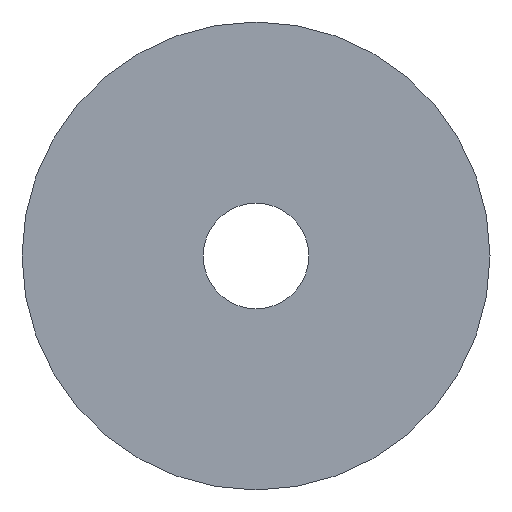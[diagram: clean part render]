
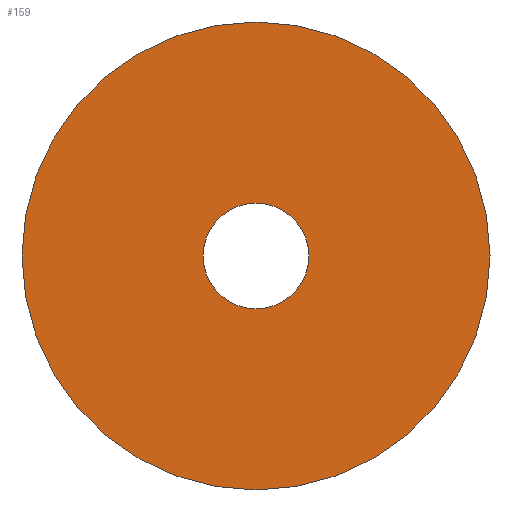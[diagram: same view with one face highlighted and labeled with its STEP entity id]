
A CAD part, left-side view. The second image highlights one B-rep face of the part: STEP entity #159.
In plain terms, the highlighted planar face has unit normal (-1, 0, 0).
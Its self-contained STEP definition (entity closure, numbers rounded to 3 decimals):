
#28=FACE_BOUND('',#42,.T.);
#32=FACE_OUTER_BOUND('',#41,.T.);
#41=EDGE_LOOP('',(#111));
#42=EDGE_LOOP('',(#112,#113));
#54=CIRCLE('',#189,9.975);
#55=CIRCLE('',#190,2.25);
#56=CIRCLE('',#191,2.25);
#72=VERTEX_POINT('',#277);
#73=VERTEX_POINT('',#279);
#74=VERTEX_POINT('',#280);
#89=EDGE_CURVE('',#72,#72,#54,.T.);
#90=EDGE_CURVE('',#73,#74,#55,.T.);
#91=EDGE_CURVE('',#74,#73,#56,.T.);
#111=ORIENTED_EDGE('',*,*,#89,.F.);
#112=ORIENTED_EDGE('',*,*,#90,.F.);
#113=ORIENTED_EDGE('',*,*,#91,.F.);
#155=PLANE('',#188);
#159=ADVANCED_FACE('',(#32,#28),#155,.F.);
#188=AXIS2_PLACEMENT_3D('',#276,#217,#218);
#189=AXIS2_PLACEMENT_3D('',#278,#219,#220);
#190=AXIS2_PLACEMENT_3D('',#281,#221,#222);
#191=AXIS2_PLACEMENT_3D('',#282,#223,#224);
#217=DIRECTION('center_axis',(1.,0.,0.));
#218=DIRECTION('ref_axis',(0.,0.,-1.));
#219=DIRECTION('center_axis',(1.,0.,0.));
#220=DIRECTION('ref_axis',(0.,0.,1.));
#221=DIRECTION('center_axis',(-1.,0.,0.));
#222=DIRECTION('ref_axis',(0.,0.,-1.));
#223=DIRECTION('center_axis',(-1.,0.,0.));
#224=DIRECTION('ref_axis',(0.,0.,-1.));
#276=CARTESIAN_POINT('Origin',(7.35,20.298,-53.147));
#277=CARTESIAN_POINT('',(7.35,50.45,-24.425));
#278=CARTESIAN_POINT('Origin',(7.35,50.45,-14.45));
#279=CARTESIAN_POINT('',(7.35,50.45,-16.7));
#280=CARTESIAN_POINT('',(7.35,50.45,-12.2));
#281=CARTESIAN_POINT('Origin',(7.35,50.45,-14.45));
#282=CARTESIAN_POINT('Origin',(7.35,50.45,-14.45));
